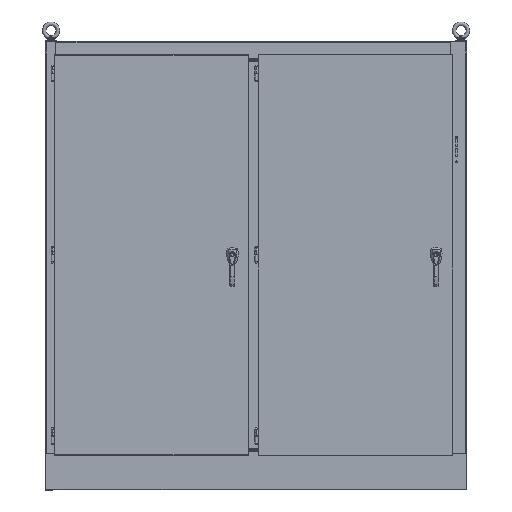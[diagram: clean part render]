
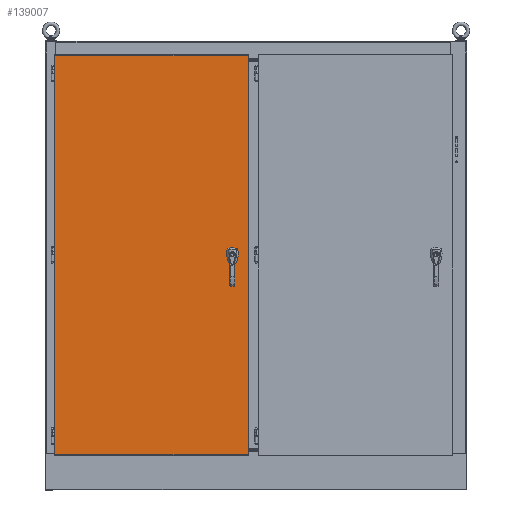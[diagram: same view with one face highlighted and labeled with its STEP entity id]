
A CAD part, top view. The second image highlights one B-rep face of the part: STEP entity #139007.
In plain terms, the highlighted face is planar.
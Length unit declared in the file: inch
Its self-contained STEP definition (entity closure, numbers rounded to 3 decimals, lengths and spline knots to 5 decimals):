
#11865 = PLANE ( 'NONE',  #26916 ) ;
#13260 = CARTESIAN_POINT ( 'NONE',  ( 1.53003, -19.36831, 6.40501 ) ) ;
#18581 = CARTESIAN_POINT ( 'NONE',  ( 1.53003, -19.36831, 81.53014 ) ) ;
#21862 = CARTESIAN_POINT ( 'NONE',  ( 38.03003, -19.36831, 81.53014 ) ) ;
#22255 = LINE ( 'NONE', #177161, #128085 ) ;
#26916 = AXIS2_PLACEMENT_3D ( 'NONE', #121145, #148883, #67301 ) ;
#27018 = DIRECTION ( 'NONE',  ( 0., 0., -1. ) ) ;
#27885 = EDGE_LOOP ( 'NONE', ( #124815, #79088, #56869, #164524 ) ) ;
#36926 = CARTESIAN_POINT ( 'NONE',  ( 1.53003, -19.36831, 81.53014 ) ) ;
#38982 = LINE ( 'NONE', #76899, #119019 ) ;
#46427 = VERTEX_POINT ( 'NONE', #162910 ) ;
#56869 = ORIENTED_EDGE ( 'NONE', *, *, #147152, .F. ) ;
#57119 = LINE ( 'NONE', #18581, #162951 ) ;
#66272 = VERTEX_POINT ( 'NONE', #21862 ) ;
#66544 = FACE_OUTER_BOUND ( 'NONE', #27885, .T. ) ;
#67301 = DIRECTION ( 'NONE',  ( 0., 0., -1. ) ) ;
#76899 = CARTESIAN_POINT ( 'NONE',  ( 1.53003, -19.36831, 81.53014 ) ) ;
#79088 = ORIENTED_EDGE ( 'NONE', *, *, #168219, .T. ) ;
#89016 = DIRECTION ( 'NONE',  ( 1., 0., 0. ) ) ;
#90167 = DIRECTION ( 'NONE',  ( 0., 0., -1. ) ) ;
#92890 = VERTEX_POINT ( 'NONE', #36926 ) ;
#104355 = VECTOR ( 'NONE', #145101, 39.37008 ) ;
#107997 = EDGE_CURVE ( 'NONE', #92890, #66272, #57119, .T. ) ;
#108722 = LINE ( 'NONE', #119723, #104355 ) ;
#119019 = VECTOR ( 'NONE', #90167, 39.37008 ) ;
#119723 = CARTESIAN_POINT ( 'NONE',  ( 1.53003, -19.36831, 6.40501 ) ) ;
#121145 = CARTESIAN_POINT ( 'NONE',  ( 0., -19.36831, 0. ) ) ;
#124815 = ORIENTED_EDGE ( 'NONE', *, *, #159268, .T. ) ;
#128085 = VECTOR ( 'NONE', #27018, 39.37008 ) ;
#139007 = ADVANCED_FACE ( 'NONE', ( #66544 ), #11865, .T. ) ;
#142457 = VERTEX_POINT ( 'NONE', #13260 ) ;
#145101 = DIRECTION ( 'NONE',  ( 1., 0., 0. ) ) ;
#147152 = EDGE_CURVE ( 'NONE', #66272, #46427, #22255, .T. ) ;
#148883 = DIRECTION ( 'NONE',  ( 0., -1., 0. ) ) ;
#159268 = EDGE_CURVE ( 'NONE', #92890, #142457, #38982, .T. ) ;
#162910 = CARTESIAN_POINT ( 'NONE',  ( 38.03003, -19.36831, 6.40501 ) ) ;
#162951 = VECTOR ( 'NONE', #89016, 39.37008 ) ;
#164524 = ORIENTED_EDGE ( 'NONE', *, *, #107997, .F. ) ;
#168219 = EDGE_CURVE ( 'NONE', #142457, #46427, #108722, .T. ) ;
#177161 = CARTESIAN_POINT ( 'NONE',  ( 38.03003, -19.36831, 81.53014 ) ) ;
